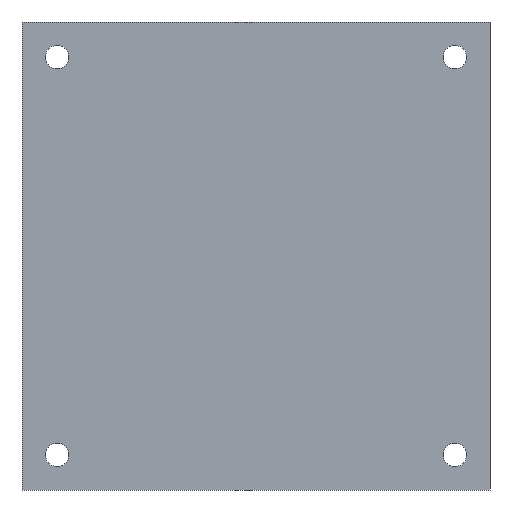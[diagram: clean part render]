
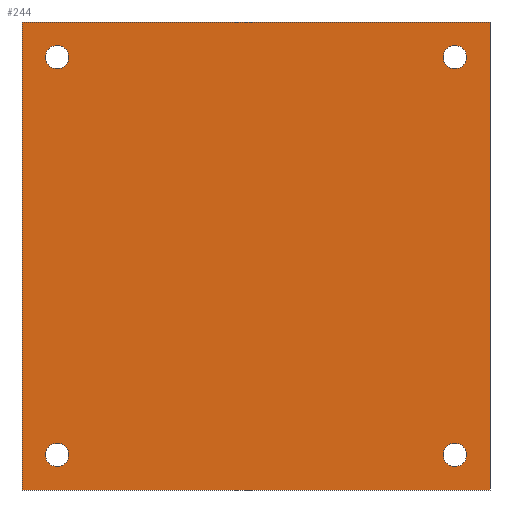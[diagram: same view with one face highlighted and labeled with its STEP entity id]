
A CAD part, front view. The second image highlights one B-rep face of the part: STEP entity #244.
In plain terms, the highlighted planar face has unit normal (0, -1, 0).
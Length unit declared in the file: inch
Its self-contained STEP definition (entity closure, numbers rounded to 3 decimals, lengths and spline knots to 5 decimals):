
#1 = CIRCLE ( 'NONE', #523, 0.125 ) ;
#18 = EDGE_LOOP ( 'NONE', ( #150, #147 ) ) ;
#20 = CIRCLE ( 'NONE', #450, 0.125 ) ;
#21 = VECTOR ( 'NONE', #285, 39.37008 ) ;
#22 = CIRCLE ( 'NONE', #484, 0.125 ) ;
#24 = VERTEX_POINT ( 'NONE', #406 ) ;
#31 = ORIENTED_EDGE ( 'NONE', *, *, #518, .T. ) ;
#32 = LINE ( 'NONE', #377, #197 ) ;
#36 = ORIENTED_EDGE ( 'NONE', *, *, #525, .F. ) ;
#37 = FACE_OUTER_BOUND ( 'NONE', #179, .T. ) ;
#40 = CIRCLE ( 'NONE', #472, 0.125 ) ;
#43 = EDGE_LOOP ( 'NONE', ( #31, #113 ) ) ;
#47 = ORIENTED_EDGE ( 'NONE', *, *, #514, .F. ) ;
#51 = CIRCLE ( 'NONE', #492, 0.125 ) ;
#52 = LINE ( 'NONE', #400, #188 ) ;
#53 = LINE ( 'NONE', #398, #21 ) ;
#58 = ORIENTED_EDGE ( 'NONE', *, *, #519, .F. ) ;
#62 = VERTEX_POINT ( 'NONE', #287 ) ;
#74 = EDGE_LOOP ( 'NONE', ( #139, #148 ) ) ;
#79 = VERTEX_POINT ( 'NONE', #363 ) ;
#83 = VERTEX_POINT ( 'NONE', #321 ) ;
#85 = VERTEX_POINT ( 'NONE', #385 ) ;
#96 = ORIENTED_EDGE ( 'NONE', *, *, #513, .F. ) ;
#113 = ORIENTED_EDGE ( 'NONE', *, *, #460, .T. ) ;
#123 = VERTEX_POINT ( 'NONE', #328 ) ;
#125 = ORIENTED_EDGE ( 'NONE', *, *, #476, .T. ) ;
#126 = VERTEX_POINT ( 'NONE', #439 ) ;
#130 = FACE_BOUND ( 'NONE', #143, .T. ) ;
#132 = FACE_BOUND ( 'NONE', #18, .T. ) ;
#139 = ORIENTED_EDGE ( 'NONE', *, *, #486, .T. ) ;
#143 = EDGE_LOOP ( 'NONE', ( #125, #214 ) ) ;
#147 = ORIENTED_EDGE ( 'NONE', *, *, #506, .T. ) ;
#148 = ORIENTED_EDGE ( 'NONE', *, *, #520, .T. ) ;
#150 = ORIENTED_EDGE ( 'NONE', *, *, #475, .T. ) ;
#151 = CIRCLE ( 'NONE', #456, 0.125 ) ;
#156 = VERTEX_POINT ( 'NONE', #343 ) ;
#157 = VERTEX_POINT ( 'NONE', #331 ) ;
#158 = VERTEX_POINT ( 'NONE', #365 ) ;
#166 = FACE_BOUND ( 'NONE', #74, .T. ) ;
#171 = FACE_BOUND ( 'NONE', #43, .T. ) ;
#179 = EDGE_LOOP ( 'NONE', ( #36, #58, #47, #96 ) ) ;
#187 = LINE ( 'NONE', #334, #205 ) ;
#188 = VECTOR ( 'NONE', #350, 39.37008 ) ;
#189 = CIRCLE ( 'NONE', #485, 0.125 ) ;
#194 = CIRCLE ( 'NONE', #490, 0.125 ) ;
#197 = VECTOR ( 'NONE', #275, 39.37008 ) ;
#202 = VERTEX_POINT ( 'NONE', #306 ) ;
#205 = VECTOR ( 'NONE', #429, 39.37008 ) ;
#207 = VERTEX_POINT ( 'NONE', #304 ) ;
#214 = ORIENTED_EDGE ( 'NONE', *, *, #465, .T. ) ;
#244 = ADVANCED_FACE ( 'NONE', ( #130, #132, #37, #166, #171 ), #425, .T. ) ;
#251 = DIRECTION ( 'NONE',  ( 0., 0., 1. ) ) ;
#253 = CARTESIAN_POINT ( 'NONE',  ( 2.125, 0., 2.125 ) ) ;
#255 = CARTESIAN_POINT ( 'NONE',  ( 2.125, 0., -2.125 ) ) ;
#262 = DIRECTION ( 'NONE',  ( 0., 1., 0. ) ) ;
#275 = DIRECTION ( 'NONE',  ( -1., 0., 0. ) ) ;
#281 = CARTESIAN_POINT ( 'NONE',  ( 2.125, 0., 2.125 ) ) ;
#284 = DIRECTION ( 'NONE',  ( 0., 0., 1. ) ) ;
#285 = DIRECTION ( 'NONE',  ( 0., 0., 1. ) ) ;
#287 = CARTESIAN_POINT ( 'NONE',  ( -2.5, 0., 2.5 ) ) ;
#289 = DIRECTION ( 'NONE',  ( 0., 0., 1. ) ) ;
#298 = DIRECTION ( 'NONE',  ( 0., 1., 0. ) ) ;
#304 = CARTESIAN_POINT ( 'NONE',  ( -2.125, 0., -2.25 ) ) ;
#306 = CARTESIAN_POINT ( 'NONE',  ( 2.125, 0., -2.25 ) ) ;
#311 = DIRECTION ( 'NONE',  ( 0., 1., 0. ) ) ;
#313 = CARTESIAN_POINT ( 'NONE',  ( -2.125, 0., 2.125 ) ) ;
#321 = CARTESIAN_POINT ( 'NONE',  ( 2.125, 0., -2. ) ) ;
#322 = DIRECTION ( 'NONE',  ( 0., 0., 1. ) ) ;
#326 = DIRECTION ( 'NONE',  ( 0., -1., 0. ) ) ;
#328 = CARTESIAN_POINT ( 'NONE',  ( -2.5, 0., -2.5 ) ) ;
#330 = DIRECTION ( 'NONE',  ( 0., 0., 1. ) ) ;
#331 = CARTESIAN_POINT ( 'NONE',  ( 2.125, 0., 2.25 ) ) ;
#332 = CARTESIAN_POINT ( 'NONE',  ( -2.125, 0., -2.125 ) ) ;
#334 = CARTESIAN_POINT ( 'NONE',  ( 2.5, 0., -2.5 ) ) ;
#336 = DIRECTION ( 'NONE',  ( 0., 1., 0. ) ) ;
#342 = CARTESIAN_POINT ( 'NONE',  ( 2.125, 0., -2.125 ) ) ;
#343 = CARTESIAN_POINT ( 'NONE',  ( 2.5, 0., 2.5 ) ) ;
#349 = CARTESIAN_POINT ( 'NONE',  ( 0., 0., 0. ) ) ;
#350 = DIRECTION ( 'NONE',  ( 1., 0., 0. ) ) ;
#357 = CARTESIAN_POINT ( 'NONE',  ( -2.125, 0., -2.125 ) ) ;
#358 = DIRECTION ( 'NONE',  ( 0., 1., 0. ) ) ;
#363 = CARTESIAN_POINT ( 'NONE',  ( -2.125, 0., 2. ) ) ;
#365 = CARTESIAN_POINT ( 'NONE',  ( -2.125, 0., 2.25 ) ) ;
#376 = DIRECTION ( 'NONE',  ( 0., 0., 1. ) ) ;
#377 = CARTESIAN_POINT ( 'NONE',  ( 2.5, 0., -2.5 ) ) ;
#385 = CARTESIAN_POINT ( 'NONE',  ( 2.125, 0., 2. ) ) ;
#388 = DIRECTION ( 'NONE',  ( 0., 1., 0. ) ) ;
#398 = CARTESIAN_POINT ( 'NONE',  ( -2.5, 0., -2.5 ) ) ;
#400 = CARTESIAN_POINT ( 'NONE',  ( 2.5, 0., 2.5 ) ) ;
#403 = DIRECTION ( 'NONE',  ( 0., 0., -1. ) ) ;
#406 = CARTESIAN_POINT ( 'NONE',  ( 2.5, 0., -2.5 ) ) ;
#414 = DIRECTION ( 'NONE',  ( 0., 0., 1. ) ) ;
#420 = DIRECTION ( 'NONE',  ( 0., 1., 0. ) ) ;
#421 = CARTESIAN_POINT ( 'NONE',  ( -2.125, 0., 2.125 ) ) ;
#422 = DIRECTION ( 'NONE',  ( 0., 0., 1. ) ) ;
#425 = PLANE ( 'NONE',  #480 ) ;
#429 = DIRECTION ( 'NONE',  ( 0., 0., -1. ) ) ;
#437 = DIRECTION ( 'NONE',  ( 0., 1., 0. ) ) ;
#439 = CARTESIAN_POINT ( 'NONE',  ( -2.125, 0., -2. ) ) ;
#450 = AXIS2_PLACEMENT_3D ( 'NONE', #313, #311, #251 ) ;
#456 = AXIS2_PLACEMENT_3D ( 'NONE', #253, #358, #289 ) ;
#460 = EDGE_CURVE ( 'NONE', #158, #79, #20, .T. ) ;
#465 = EDGE_CURVE ( 'NONE', #157, #85, #151, .T. ) ;
#472 = AXIS2_PLACEMENT_3D ( 'NONE', #342, #262, #330 ) ;
#475 = EDGE_CURVE ( 'NONE', #207, #126, #1, .T. ) ;
#476 = EDGE_CURVE ( 'NONE', #85, #157, #194, .T. ) ;
#480 = AXIS2_PLACEMENT_3D ( 'NONE', #349, #326, #403 ) ;
#484 = AXIS2_PLACEMENT_3D ( 'NONE', #421, #298, #422 ) ;
#485 = AXIS2_PLACEMENT_3D ( 'NONE', #255, #420, #284 ) ;
#486 = EDGE_CURVE ( 'NONE', #202, #83, #40, .T. ) ;
#490 = AXIS2_PLACEMENT_3D ( 'NONE', #281, #336, #376 ) ;
#492 = AXIS2_PLACEMENT_3D ( 'NONE', #332, #388, #414 ) ;
#506 = EDGE_CURVE ( 'NONE', #126, #207, #51, .T. ) ;
#513 = EDGE_CURVE ( 'NONE', #24, #123, #32, .T. ) ;
#514 = EDGE_CURVE ( 'NONE', #123, #62, #53, .T. ) ;
#518 = EDGE_CURVE ( 'NONE', #79, #158, #22, .T. ) ;
#519 = EDGE_CURVE ( 'NONE', #62, #156, #52, .T. ) ;
#520 = EDGE_CURVE ( 'NONE', #83, #202, #189, .T. ) ;
#523 = AXIS2_PLACEMENT_3D ( 'NONE', #357, #437, #322 ) ;
#525 = EDGE_CURVE ( 'NONE', #156, #24, #187, .T. ) ;
